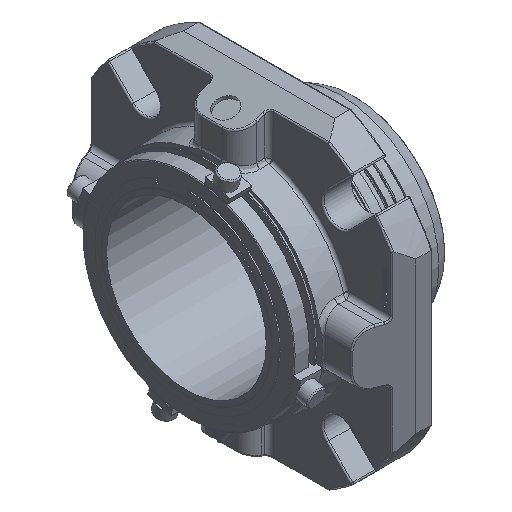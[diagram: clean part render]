
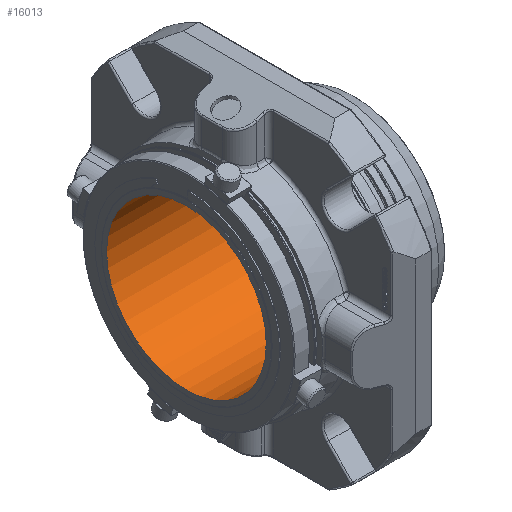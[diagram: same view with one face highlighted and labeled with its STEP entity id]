
A CAD part, isometric view. The second image highlights one B-rep face of the part: STEP entity #16013.
In plain terms, the highlighted cylindrical face has radius 55.004 mm (diameter 110.007 mm), a full revolution.
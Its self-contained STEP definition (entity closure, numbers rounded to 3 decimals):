
#3498=ORIENTED_EDGE('',*,*,#8546,.T.);
#3499=ORIENTED_EDGE('',*,*,#8547,.T.);
#8546=EDGE_CURVE('',#11070,#11070,#12678,.F.);
#8547=EDGE_CURVE('',#11071,#11071,#12679,.F.);
#11070=VERTEX_POINT('',#22948);
#11071=VERTEX_POINT('',#22950);
#12678=CIRCLE('',#17024,55.004);
#12679=CIRCLE('',#17025,55.004);
#13472=EDGE_LOOP('',(#3498));
#13473=EDGE_LOOP('',(#3499));
#14582=FACE_BOUND('',#13472,.T.);
#14583=FACE_BOUND('',#13473,.T.);
#15692=CYLINDRICAL_SURFACE('',#17023,55.004);
#16013=ADVANCED_FACE('',(#14582,#14583),#15692,.F.);
#17023=AXIS2_PLACEMENT_3D('',#22946,#18641,#18642);
#17024=AXIS2_PLACEMENT_3D('',#22947,#18643,#18644);
#17025=AXIS2_PLACEMENT_3D('',#22949,#18645,#18646);
#18641=DIRECTION('',(-1.,0.,0.));
#18642=DIRECTION('',(0.,0.,1.));
#18643=DIRECTION('',(-1.,0.,0.));
#18644=DIRECTION('',(0.,-1.,0.));
#18645=DIRECTION('',(1.,0.,0.));
#18646=DIRECTION('',(0.,1.,0.));
#22946=CARTESIAN_POINT('',(145.503,0.,0.));
#22947=CARTESIAN_POINT('',(10.998,0.,0.));
#22948=CARTESIAN_POINT('',(10.998,-55.004,0.));
#22949=CARTESIAN_POINT('',(-104.927,0.,0.));
#22950=CARTESIAN_POINT('',(-104.927,55.004,0.));
